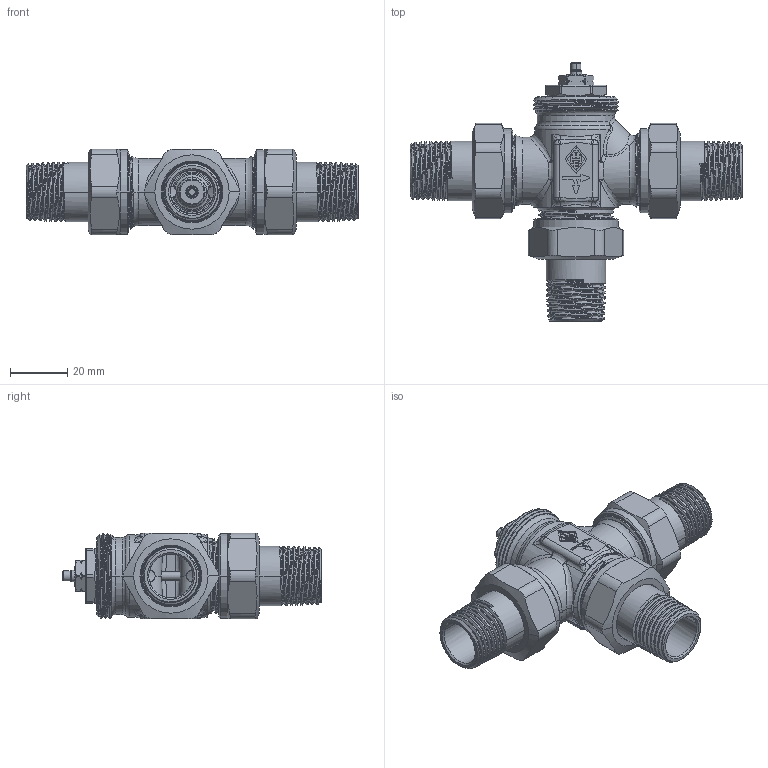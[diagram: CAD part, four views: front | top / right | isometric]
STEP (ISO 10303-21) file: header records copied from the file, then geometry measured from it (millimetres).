
FILE_DESCRIPTION((''),'2;1');
FILE_NAME('4160-22-000-010_SW0001','2014-09-16T',('marann'),(''),'PRO/ENGINEER BY PARAMETRIC TECHNOLOGY CORPORATION, 2011490','PRO/ENGINEER BY PARAMETRIC TECHNOLOGY CORPORATION, 2011490','');
FILE_SCHEMA(('CONFIG_CONTROL_DESIGN'));
Products named in the file (1): 4160-22-000-010_SW0001
Bounding box: 116.2 x 90.4 x 30 mm (x, y, z)
Volume: 49848.2 mm3; surface area: 36781.3 mm2
Topology: 1 solids, 2 shells, 1116 faces, 2748 edges, 1681 vertices
Faces by surface type: cylinder 306, plane 298, cone 220, bspline 172, torus 104, sphere 16
Entity records: 61875 total; most frequent: CARTESIAN_POINT 37100, ORIENTED_EDGE 5492, DIRECTION 4703, EDGE_CURVE 2746, AXIS2_PLACEMENT_3D 1806, VERTEX_POINT 1681, EDGE_LOOP 1175, FACE_OUTER_BOUND 1116
